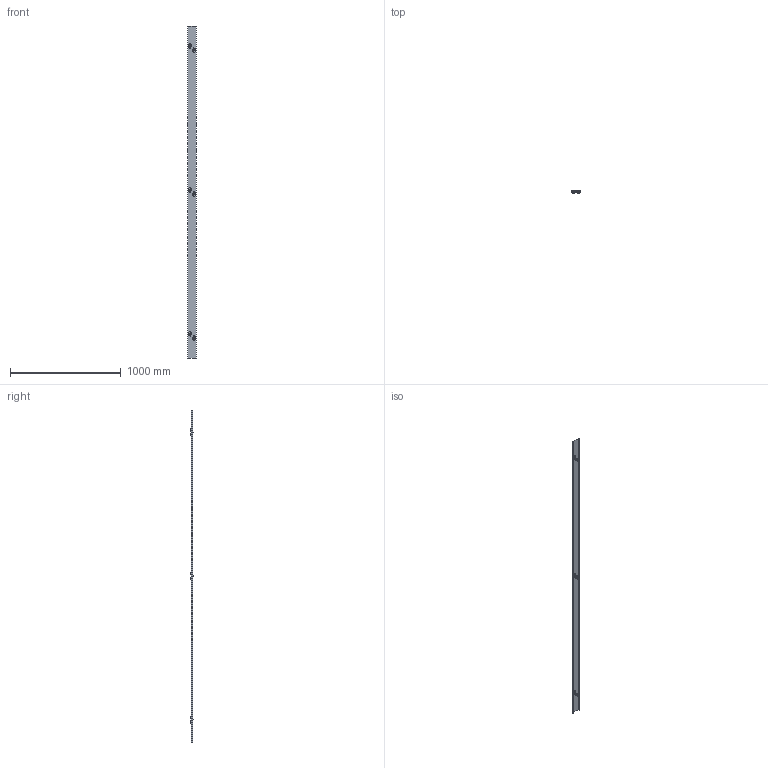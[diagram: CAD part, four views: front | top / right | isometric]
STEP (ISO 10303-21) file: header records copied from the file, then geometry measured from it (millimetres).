
FILE_DESCRIPTION (( 'STEP AP214' ), '1' );
FILE_NAME ('6052029.stp', '2019-04-10T13:09:29', ( '' ), ( '' ), 'SwSTEP 2.0', 'SolidWorks 2018', '' );
FILE_SCHEMA (( 'AUTOMOTIVE_DESIGN' ));
Length unit declared in the file: millimetre
Products named in the file (4): 099600_Standard; 109905_quadratisch; 116611_075x3000 s=1,0 ; 6052029
Assembly tree (13 placements, depth 2):
  6052029
    116611_075x3000 s=1,0 
    109905_quadratisch  x6
    099600_Standard  x6
Bounding box: 79 x 21.36 x 3000 mm (x, y, z)
Volume: 325757.7 mm3; surface area: 640351 mm2
Topology: 13 solids, 13 shells, 600 faces, 1572 edges, 1010 vertices
Faces by surface type: plane 222, bspline 204, cone 78, cylinder 72, torus 24
Entity records: 5956 total; most frequent: CARTESIAN_POINT 2894, ORIENTED_EDGE 660, DIRECTION 501, EDGE_CURVE 330, VERTEX_POINT 215, AXIS2_PLACEMENT_3D 182, EDGE_LOOP 143, VECTOR 137
